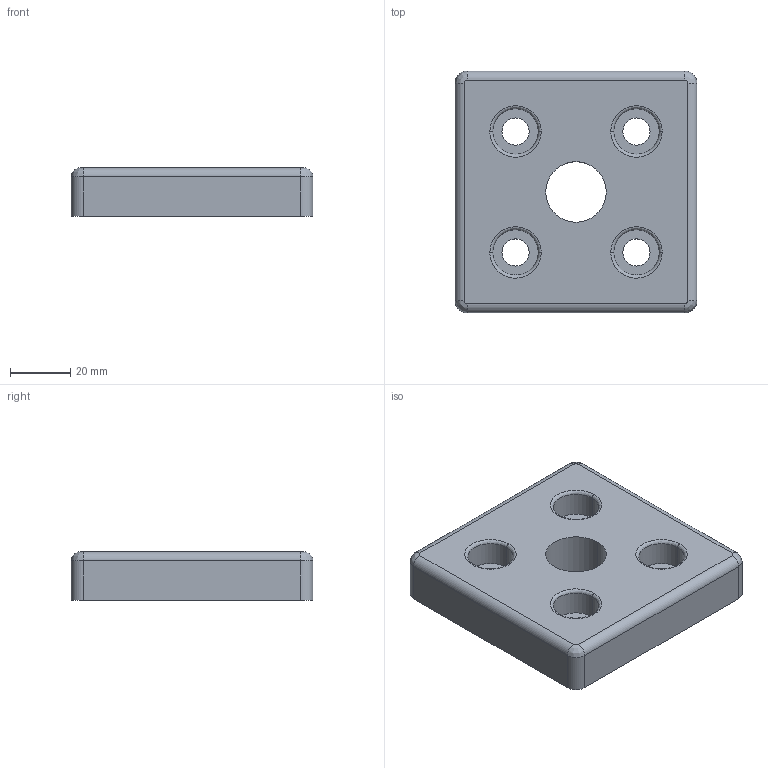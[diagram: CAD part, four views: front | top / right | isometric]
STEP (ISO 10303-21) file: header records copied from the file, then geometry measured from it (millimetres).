
FILE_DESCRIPTION (( 'STEP AP214' ), '1' );
FILE_NAME ('7438180', '2019-01-30T09:37:10', ( '' ), ('JUGARD+KÜNSTNER GmbH'), 'SwSTEP 2.0', 'SolidWorks 2017', '' );
FILE_SCHEMA (( 'AUTOMOTIVE_DESIGN' ));
Length unit declared in the file: millimetre
Products named in the file (1): 7438180
Bounding box: 80 x 80 x 16 mm (x, y, z)
Volume: 55246.6 mm3; surface area: 29209.2 mm2
Topology: 1 solids, 1 shells, 258 faces, 608 edges, 335 vertices
Faces by surface type: cylinder 131, bspline 77, plane 50
Entity records: 9794 total; most frequent: CARTESIAN_POINT 4221, DIRECTION 1181, ORIENTED_EDGE 1158, EDGE_CURVE 579, AXIS2_PLACEMENT_3D 471, VERTEX_POINT 335, CIRCLE 289, EDGE_LOOP 280
